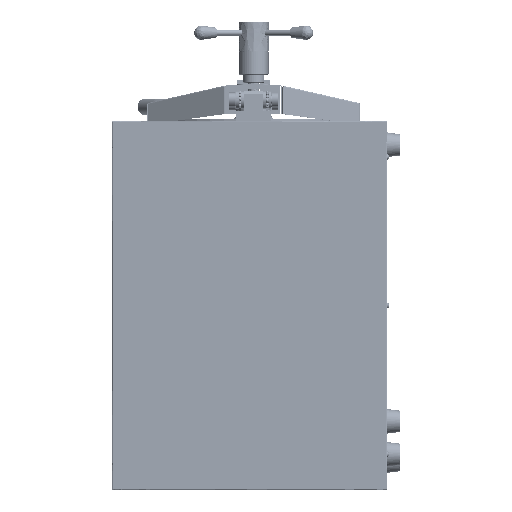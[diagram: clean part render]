
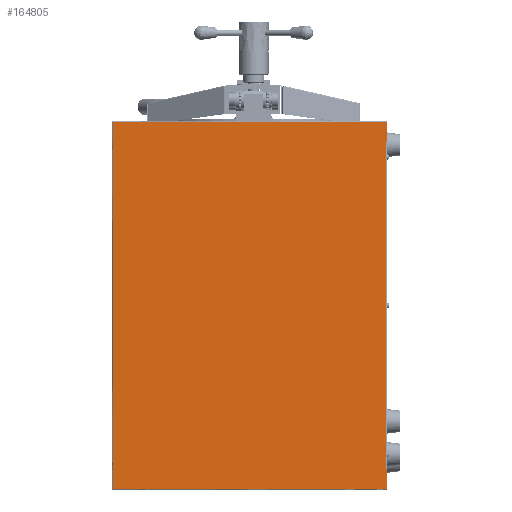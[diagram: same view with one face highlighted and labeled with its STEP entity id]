
A CAD part, left-side view. The second image highlights one B-rep face of the part: STEP entity #164805.
In plain terms, the highlighted free-form (B-spline) face has degree [1, 1] with [2, 2] control points.
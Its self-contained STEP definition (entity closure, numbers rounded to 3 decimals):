
#164805 = ADVANCED_FACE('',(#164806),#164892,.T.);
#164806 = FACE_BOUND('',#164807,.T.);
#164807 = EDGE_LOOP('',(#164808,#164817,#164824,#164831,#164838,#164845,
    #164852,#164859,#164866,#164873,#164880,#164887));
#164808 = ORIENTED_EDGE('',*,*,#164809,.F.);
#164809 = EDGE_CURVE('',#164810,#164812,#164814,.T.);
#164810 = VERTEX_POINT('',#164811);
#164811 = CARTESIAN_POINT('',(-305.99,0.,
    -580.548));
#164812 = VERTEX_POINT('',#164813);
#164813 = CARTESIAN_POINT('',(-305.99,0.,
    -613.767));
#164814 = B_SPLINE_CURVE_WITH_KNOTS('',1,(#164815,#164816),
  .UNSPECIFIED.,.F.,.F.,(2,2),(487.6,515.5),.PIECEWISE_BEZIER_KNOTS.);
#164815 = CARTESIAN_POINT('',(-305.99,0.,
    -580.548));
#164816 = CARTESIAN_POINT('',(-305.99,0.,
    -613.767));
#164817 = ORIENTED_EDGE('',*,*,#164818,.T.);
#164818 = EDGE_CURVE('',#164810,#164819,#164821,.T.);
#164819 = VERTEX_POINT('',#164820);
#164820 = CARTESIAN_POINT('',(-305.99,2.5,
    -580.548));
#164821 = B_SPLINE_CURVE_WITH_KNOTS('',1,(#164822,#164823),
  .UNSPECIFIED.,.F.,.F.,(2,2),(0.,2.1),
  .PIECEWISE_BEZIER_KNOTS.);
#164822 = CARTESIAN_POINT('',(-305.99,0.,
    -580.548));
#164823 = CARTESIAN_POINT('',(-305.99,2.5,
    -580.548));
#164824 = ORIENTED_EDGE('',*,*,#164825,.T.);
#164825 = EDGE_CURVE('',#164819,#164826,#164828,.T.);
#164826 = VERTEX_POINT('',#164827);
#164827 = CARTESIAN_POINT('',(-305.99,2.5,
    -579.834));
#164828 = B_SPLINE_CURVE_WITH_KNOTS('',1,(#164829,#164830),
  .UNSPECIFIED.,.F.,.F.,(2,2),(-487.6,-487.),.PIECEWISE_BEZIER_KNOTS.);
#164829 = CARTESIAN_POINT('',(-305.99,2.5,
    -580.548));
#164830 = CARTESIAN_POINT('',(-305.99,2.5,
    -579.834));
#164831 = ORIENTED_EDGE('',*,*,#164832,.T.);
#164832 = EDGE_CURVE('',#164826,#164833,#164835,.T.);
#164833 = VERTEX_POINT('',#164834);
#164834 = CARTESIAN_POINT('',(-305.99,1.786,
    -579.834));
#164835 = B_SPLINE_CURVE_WITH_KNOTS('',1,(#164836,#164837),
  .UNSPECIFIED.,.F.,.F.,(2,2),(-2.1,-1.5),.PIECEWISE_BEZIER_KNOTS.);
#164836 = CARTESIAN_POINT('',(-305.99,2.5,
    -579.834));
#164837 = CARTESIAN_POINT('',(-305.99,1.786,
    -579.834));
#164838 = ORIENTED_EDGE('',*,*,#164839,.T.);
#164839 = EDGE_CURVE('',#164833,#164840,#164842,.T.);
#164840 = VERTEX_POINT('',#164841);
#164841 = CARTESIAN_POINT('',(-305.99,1.786,
    -35.719));
#164842 = B_SPLINE_CURVE_WITH_KNOTS('',1,(#164843,#164844),
  .UNSPECIFIED.,.F.,.F.,(2,2),(0.,457.),.PIECEWISE_BEZIER_KNOTS.);
#164843 = CARTESIAN_POINT('',(-305.99,1.786,
    -579.834));
#164844 = CARTESIAN_POINT('',(-305.99,1.786,
    -35.719));
#164845 = ORIENTED_EDGE('',*,*,#164846,.T.);
#164846 = EDGE_CURVE('',#164840,#164847,#164849,.T.);
#164847 = VERTEX_POINT('',#164848);
#164848 = CARTESIAN_POINT('',(-305.99,2.5,
    -35.719));
#164849 = B_SPLINE_CURVE_WITH_KNOTS('',1,(#164850,#164851),
  .UNSPECIFIED.,.F.,.F.,(2,2),(1.5,2.1),.PIECEWISE_BEZIER_KNOTS.);
#164850 = CARTESIAN_POINT('',(-305.99,1.786,
    -35.719));
#164851 = CARTESIAN_POINT('',(-305.99,2.5,
    -35.719));
#164852 = ORIENTED_EDGE('',*,*,#164853,.T.);
#164853 = EDGE_CURVE('',#164847,#164854,#164856,.T.);
#164854 = VERTEX_POINT('',#164855);
#164855 = CARTESIAN_POINT('',(-305.99,2.5,
    -35.004));
#164856 = B_SPLINE_CURVE_WITH_KNOTS('',1,(#164857,#164858),
  .UNSPECIFIED.,.F.,.F.,(2,2),(-30.,-29.4),.PIECEWISE_BEZIER_KNOTS.);
#164857 = CARTESIAN_POINT('',(-305.99,2.5,
    -35.719));
#164858 = CARTESIAN_POINT('',(-305.99,2.5,
    -35.004));
#164859 = ORIENTED_EDGE('',*,*,#164860,.T.);
#164860 = EDGE_CURVE('',#164854,#164861,#164863,.T.);
#164861 = VERTEX_POINT('',#164862);
#164862 = CARTESIAN_POINT('',(-305.99,0.,
    -35.004));
#164863 = B_SPLINE_CURVE_WITH_KNOTS('',1,(#164864,#164865),
  .UNSPECIFIED.,.F.,.F.,(2,2),(-2.1,0.),
  .PIECEWISE_BEZIER_KNOTS.);
#164864 = CARTESIAN_POINT('',(-305.99,2.5,
    -35.004));
#164865 = CARTESIAN_POINT('',(-305.99,0.,
    -35.004));
#164866 = ORIENTED_EDGE('',*,*,#164867,.F.);
#164867 = EDGE_CURVE('',#164868,#164861,#164870,.T.);
#164868 = VERTEX_POINT('',#164869);
#164869 = CARTESIAN_POINT('',(-305.99,0.,
    -1.786));
#164870 = B_SPLINE_CURVE_WITH_KNOTS('',1,(#164871,#164872),
  .UNSPECIFIED.,.F.,.F.,(2,2),(1.5,29.4),.PIECEWISE_BEZIER_KNOTS.);
#164871 = CARTESIAN_POINT('',(-305.99,0.,
    -1.786));
#164872 = CARTESIAN_POINT('',(-305.99,0.,
    -35.004));
#164873 = ORIENTED_EDGE('',*,*,#164874,.T.);
#164874 = EDGE_CURVE('',#164868,#164875,#164877,.T.);
#164875 = VERTEX_POINT('',#164876);
#164876 = CARTESIAN_POINT('',(-305.99,457.795,
    -1.786));
#164877 = B_SPLINE_CURVE_WITH_KNOTS('',1,(#164878,#164879),
  .UNSPECIFIED.,.F.,.F.,(2,2),(0.,384.5),
  .PIECEWISE_BEZIER_KNOTS.);
#164878 = CARTESIAN_POINT('',(-305.99,0.,
    -1.786));
#164879 = CARTESIAN_POINT('',(-305.99,457.795,
    -1.786));
#164880 = ORIENTED_EDGE('',*,*,#164881,.T.);
#164881 = EDGE_CURVE('',#164875,#164882,#164884,.T.);
#164882 = VERTEX_POINT('',#164883);
#164883 = CARTESIAN_POINT('',(-305.99,457.795,
    -613.767));
#164884 = B_SPLINE_CURVE_WITH_KNOTS('',1,(#164885,#164886),
  .UNSPECIFIED.,.F.,.F.,(2,2),(0.159,514.159),
  .PIECEWISE_BEZIER_KNOTS.);
#164885 = CARTESIAN_POINT('',(-305.99,457.795,
    -1.786));
#164886 = CARTESIAN_POINT('',(-305.99,457.795,
    -613.767));
#164887 = ORIENTED_EDGE('',*,*,#164888,.T.);
#164888 = EDGE_CURVE('',#164882,#164812,#164889,.T.);
#164889 = B_SPLINE_CURVE_WITH_KNOTS('',1,(#164890,#164891),
  .UNSPECIFIED.,.F.,.F.,(2,2),(0.159,384.659),
  .PIECEWISE_BEZIER_KNOTS.);
#164890 = CARTESIAN_POINT('',(-305.99,457.795,
    -613.767));
#164891 = CARTESIAN_POINT('',(-305.99,0.,
    -613.767));
#164892 = B_SPLINE_SURFACE_WITH_KNOTS('',1,1,(
    (#164893,#164894)
    ,(#164895,#164896
    )),.UNSPECIFIED.,.F.,.F.,.F.,(2,2),(2,2),(-515.5,-1.5),(0.,384.5),
  .PIECEWISE_BEZIER_KNOTS.);
#164893 = CARTESIAN_POINT('',(-305.99,0.,
    -613.767));
#164894 = CARTESIAN_POINT('',(-305.99,457.795,
    -613.767));
#164895 = CARTESIAN_POINT('',(-305.99,0.,
    -1.786));
#164896 = CARTESIAN_POINT('',(-305.99,457.795,
    -1.786));
